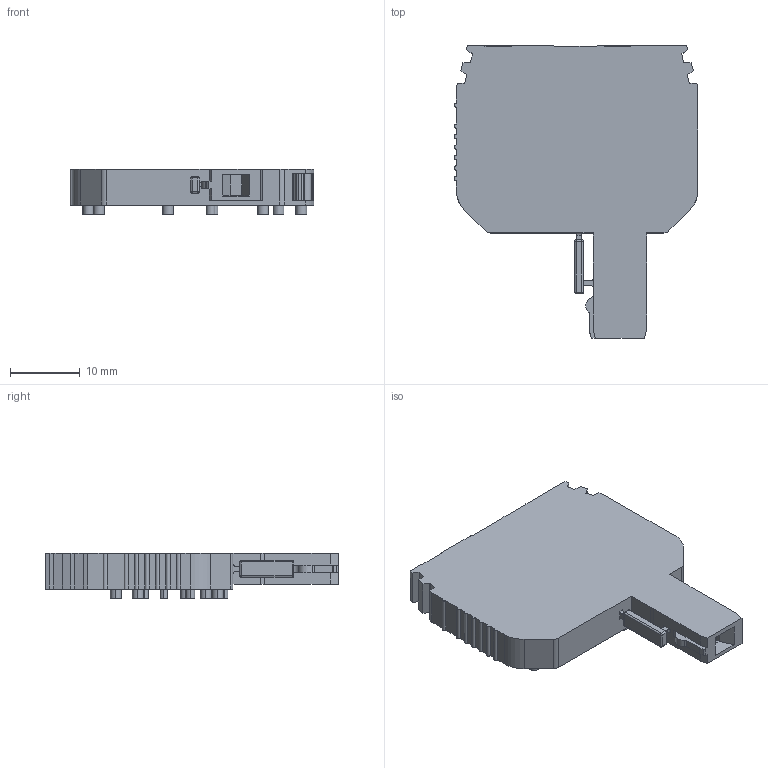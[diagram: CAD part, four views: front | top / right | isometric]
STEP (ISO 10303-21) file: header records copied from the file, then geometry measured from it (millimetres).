
FILE_DESCRIPTION (( 'STEP AP214' ), '1' );
FILE_NAME ('310739_SG_PT 2.5GDB_1R_Grey.STEP', '2017-10-02T10:22:37', ( '' ), ( '' ), 'SwSTEP 2.0', 'SolidWorks 2017', '' );
FILE_SCHEMA (( 'AUTOMOTIVE_DESIGN' ));
Length unit declared in the file: millimetre
Products named in the file (1): 310739_SG_PT 2.5GDB_1R_Grey
Bounding box: 34.9 x 41.9 x 6.55 mm (x, y, z)
Volume: 4956.3 mm3; surface area: 3053.2 mm2
Topology: 1 solids, 1 shells, 248 faces, 667 edges, 430 vertices
Faces by surface type: plane 155, cylinder 85, bspline 8
Entity records: 7797 total; most frequent: CARTESIAN_POINT 1473, ORIENTED_EDGE 1318, DIRECTION 1307, EDGE_CURVE 659, LINE 483, VECTOR 483, VERTEX_POINT 430, AXIS2_PLACEMENT_3D 412
